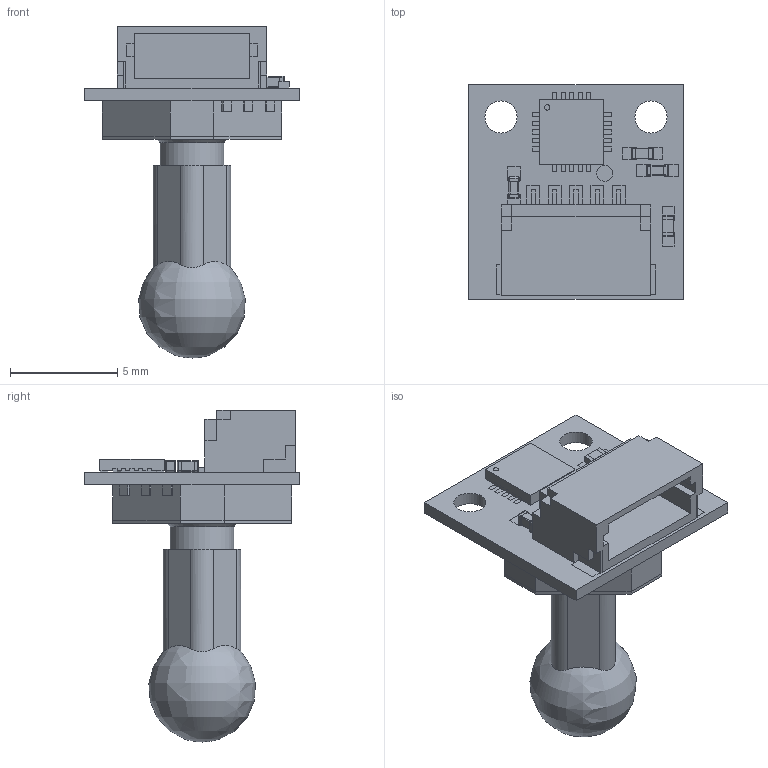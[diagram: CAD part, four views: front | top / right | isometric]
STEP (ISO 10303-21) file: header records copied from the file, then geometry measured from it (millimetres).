
FILE_DESCRIPTION(('FreeCAD Model'),'2;1');
FILE_NAME('TinyShield_JOYSTICK_AST1011_REV2-STEP.step','2020-08-28T14:47:03',('Author'),(''), 'Open CASCADE STEP processor 7.4','FreeCAD','Unknown');
FILE_SCHEMA(('AUTOMOTIVE_DESIGN { 1 0 10303 214 1 1 1 1 }'));
Products named in the file (1): TinyShield_JOYSTICK_AST1011_REV2-STEP
Bounding box: 10 x 10 x 15.49 mm (x, y, z)
Volume: 576.2 mm3; surface area: 1356.9 mm2
Topology: 76 solids, 78 shells, 857 faces, 2331 edges, 1905 vertices
Faces by surface type: plane 745, cylinder 90, sphere 16, revolution 4, cone 2
Full cylindrical faces by diameter (mm): 0.752 x2, 1.052 x2, 1.502 x4, 3 x2
Entity records: 61462 total; most frequent: CARTESIAN_POINT 11368, DIRECTION 8056, LINE 5648, VECTOR 5648, ORIENTED_EDGE 4018, PCURVE 4018, DEFINITIONAL_REPRESENTATION 4018, EDGE_CURVE 2009
